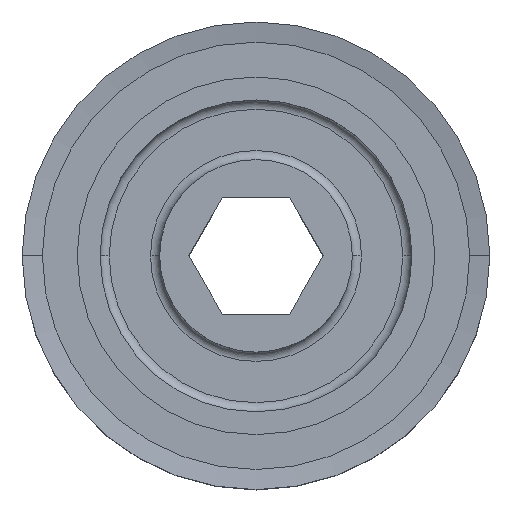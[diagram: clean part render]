
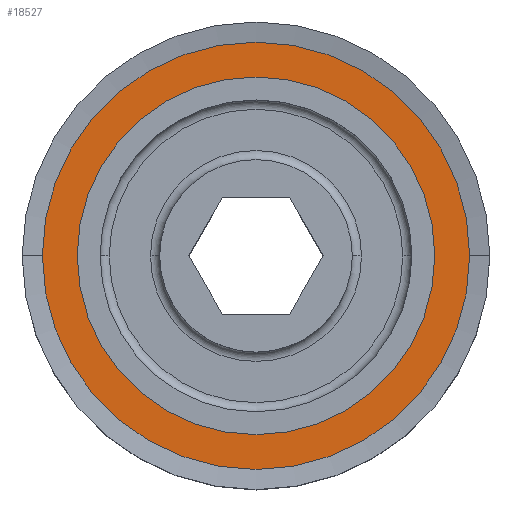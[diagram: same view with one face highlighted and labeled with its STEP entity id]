
A CAD part, top view. The second image highlights one B-rep face of the part: STEP entity #18527.
In plain terms, the highlighted planar face has unit normal (0, 0, 1).
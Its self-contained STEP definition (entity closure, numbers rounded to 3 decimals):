
#127 = DIRECTION ( 'NONE',  ( 1., 0., 0. ) ) ;
#1710 = CIRCLE ( 'NONE', #23989, 19.5 ) ;
#2657 = DIRECTION ( 'NONE',  ( 1., 0., 0. ) ) ;
#2708 = DIRECTION ( 'NONE',  ( 0., 0., -1. ) ) ;
#2741 = CARTESIAN_POINT ( 'NONE',  ( 0., 0., 9.875 ) ) ;
#3472 = CIRCLE ( 'NONE', #20481, 19.5 ) ;
#4204 = EDGE_CURVE ( 'NONE', #20497, #11244, #1710, .T. ) ;
#4462 = ORIENTED_EDGE ( 'NONE', *, *, #14384, .F. ) ;
#5117 = CIRCLE ( 'NONE', #12159, 23.3 ) ;
#6532 = CARTESIAN_POINT ( 'NONE',  ( 0., 0., 9.875 ) ) ;
#6812 = DIRECTION ( 'NONE',  ( 0., 0., -1. ) ) ;
#7483 = DIRECTION ( 'NONE',  ( 0., 0., -1. ) ) ;
#8439 = DIRECTION ( 'NONE',  ( 1., 0., 0. ) ) ;
#8918 = CARTESIAN_POINT ( 'NONE',  ( 19.5, 0., 9.875 ) ) ;
#9338 = EDGE_LOOP ( 'NONE', ( #10091, #13697 ) ) ;
#10091 = ORIENTED_EDGE ( 'NONE', *, *, #18180, .T. ) ;
#11161 = CARTESIAN_POINT ( 'NONE',  ( -23.3, 0., 9.875 ) ) ;
#11244 = VERTEX_POINT ( 'NONE', #8918 ) ;
#11611 = DIRECTION ( 'NONE',  ( 0., 0., 1. ) ) ;
#12159 = AXIS2_PLACEMENT_3D ( 'NONE', #18329, #6812, #20268 ) ;
#13301 = FACE_OUTER_BOUND ( 'NONE', #16024, .T. ) ;
#13697 = ORIENTED_EDGE ( 'NONE', *, *, #4204, .T. ) ;
#14384 = EDGE_CURVE ( 'NONE', #18978, #20364, #19586, .T. ) ;
#15745 = CARTESIAN_POINT ( 'NONE',  ( -19.5, 0., 9.875 ) ) ;
#16024 = EDGE_LOOP ( 'NONE', ( #17122, #4462 ) ) ;
#16627 = FACE_BOUND ( 'NONE', #9338, .T. ) ;
#17122 = ORIENTED_EDGE ( 'NONE', *, *, #20685, .F. ) ;
#18180 = EDGE_CURVE ( 'NONE', #11244, #20497, #3472, .T. ) ;
#18329 = CARTESIAN_POINT ( 'NONE',  ( 0., 0., 9.875 ) ) ;
#18527 = ADVANCED_FACE ( 'NONE', ( #16627, #13301 ), #23154, .T. ) ;
#18978 = VERTEX_POINT ( 'NONE', #11161 ) ;
#19020 = CARTESIAN_POINT ( 'NONE',  ( 0., 0., 9.875 ) ) ;
#19276 = CARTESIAN_POINT ( 'NONE',  ( 0., 0., 9.875 ) ) ;
#19536 = AXIS2_PLACEMENT_3D ( 'NONE', #19276, #11611, #127 ) ;
#19586 = CIRCLE ( 'NONE', #23642, 23.3 ) ;
#19978 = DIRECTION ( 'NONE',  ( 0., 0., -1. ) ) ;
#20268 = DIRECTION ( 'NONE',  ( -1., 0., 0. ) ) ;
#20364 = VERTEX_POINT ( 'NONE', #24851 ) ;
#20481 = AXIS2_PLACEMENT_3D ( 'NONE', #6532, #19978, #8439 ) ;
#20497 = VERTEX_POINT ( 'NONE', #15745 ) ;
#20685 = EDGE_CURVE ( 'NONE', #20364, #18978, #5117, .T. ) ;
#20962 = DIRECTION ( 'NONE',  ( -1., 0., 0. ) ) ;
#23154 = PLANE ( 'NONE',  #19536 ) ;
#23642 = AXIS2_PLACEMENT_3D ( 'NONE', #19020, #7483, #20962 ) ;
#23989 = AXIS2_PLACEMENT_3D ( 'NONE', #2741, #2708, #2657 ) ;
#24851 = CARTESIAN_POINT ( 'NONE',  ( 23.3, 0., 9.875 ) ) ;
